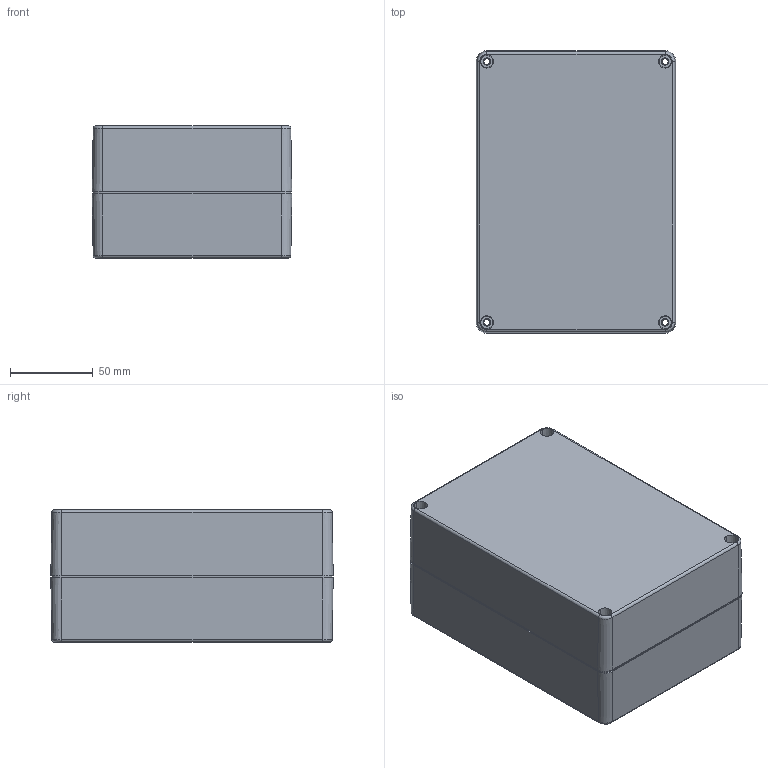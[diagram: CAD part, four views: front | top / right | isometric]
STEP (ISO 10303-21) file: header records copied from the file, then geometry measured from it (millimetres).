
FILE_DESCRIPTION (( 'STEP AP214' ), '1' );
FILE_NAME ('G223.STEP', '2009-09-09T02:16:22', ( 'NEF User' ), ( 'NEF User' ), 'SwSTEP 2.0', 'SolidWorks 2009', '' );
FILE_SCHEMA (( 'AUTOMOTIVE_DESIGN' ));
Length unit declared in the file: millimetre
Products named in the file (1): G223
Bounding box: 121 x 171 x 80 mm (x, y, z)
Volume: 287645.1 mm3; surface area: 190208.7 mm2
Topology: 2 solids, 2 shells, 534 faces, 1390 edges, 882 vertices
Faces by surface type: plane 222, cone 180, cylinder 124, torus 8
Entity records: 16497 total; most frequent: CARTESIAN_POINT 3163, DIRECTION 2884, ORIENTED_EDGE 2716, EDGE_CURVE 1358, AXIS2_PLACEMENT_3D 1087, VERTEX_POINT 882, VECTOR 710, LINE 710
